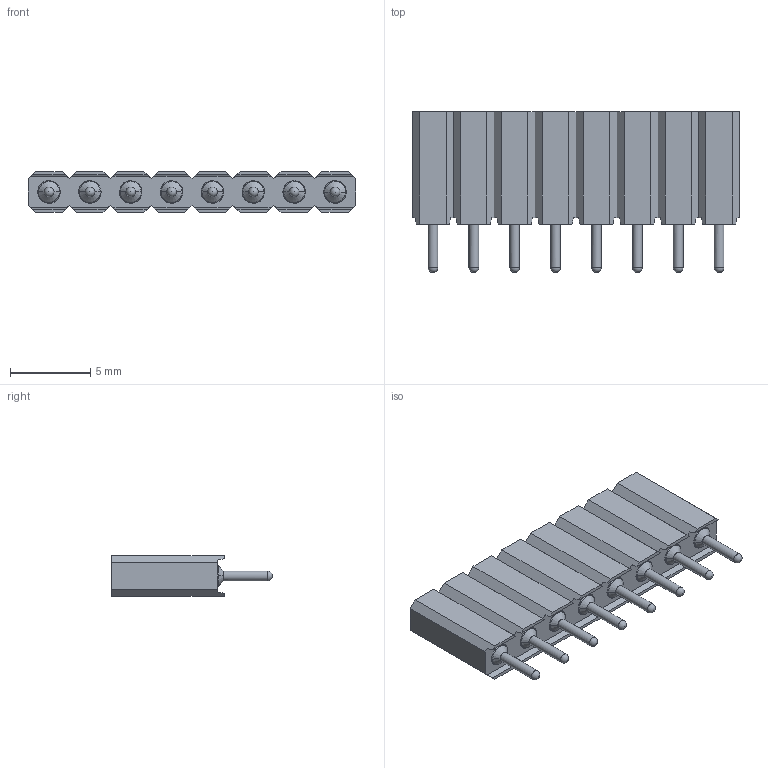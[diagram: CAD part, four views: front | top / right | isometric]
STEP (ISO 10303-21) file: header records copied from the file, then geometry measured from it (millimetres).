
FILE_DESCRIPTION( ('This file contains a STEP AP42 implementation' ,'as created by ZW3D STEP Interface translator.') ,'2;1' );
FILE_NAME( '3521-701XXSXX100X1.stp' ,'231016.173133', (''), ('ZWCAD Software Co.'), 'Version 1.0', 'ZW3D to STEP translator', '' );
FILE_SCHEMA(('AUTOMOTIVE_DESIGN { 1 0 10303 214 1 1 1 1 }'));
Length unit declared in the file: millimetre
Products named in the file (2): 0; 3521-70102SXX100X1.stpWZH
Bounding box: 20.32 x 10 x 2.54 mm (x, y, z)
Volume: 265.4 mm3; surface area: 1117.6 mm2
Topology: 1 solids, 1 shells, 732 faces, 1878 edges, 1188 vertices
Faces by surface type: plane 316, bspline 240, cone 160, cylinder 8, sphere 8
Full cylindrical faces by diameter (mm): 0.6 x8
Entity records: 40382 total; most frequent: CARTESIAN_POINT 26319, ORIENTED_EDGE 3740, EDGE_CURVE 1870, B_SPLINE_CURVE_WITH_KNOTS 1374, DIRECTION 1348, VERTEX_POINT 1188, EDGE_LOOP 780, FACE_OUTER_BOUND 732
